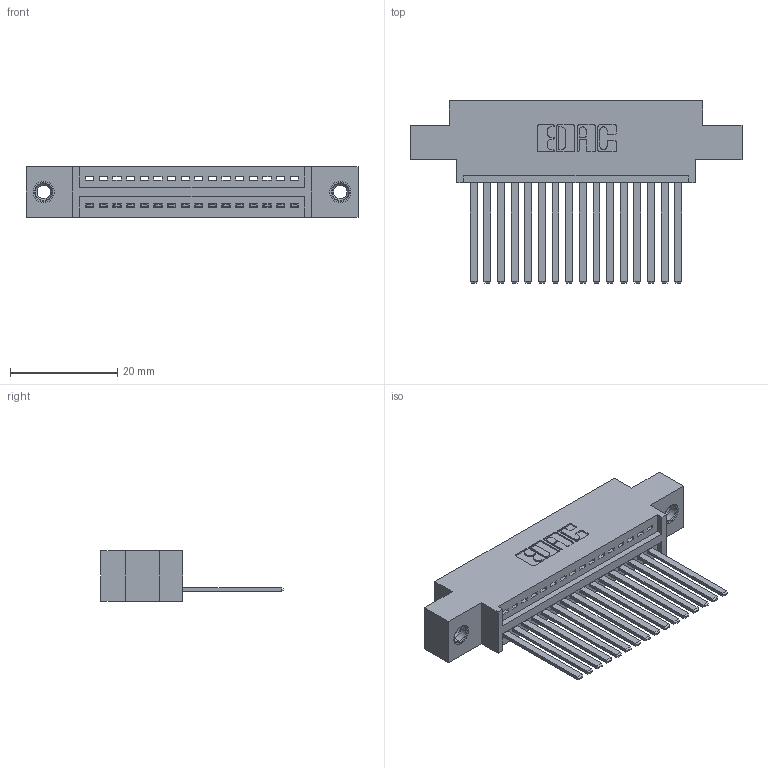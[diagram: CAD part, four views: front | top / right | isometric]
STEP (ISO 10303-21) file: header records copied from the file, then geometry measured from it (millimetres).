
FILE_DESCRIPTION (( 'STEP AP203' ), '1' );
FILE_NAME ('345-016-544-607.STEP', '2019-10-04T14:54:39', ( '' ), ( '' ), 'SwSTEP 2.0', 'SolidWorks 2016', '' );
FILE_SCHEMA (( 'CONFIG_CONTROL_DESIGN' ));
Length unit declared in the file: inch
Products named in the file (4): 345-292-001_345-293-144; 345 Part_0.170 Offset - 0.156 Dia-TI; 345-250-001_345-250-005-103; 345-016-544-607
Assembly tree (19 placements, depth 2):
  345-016-544-607
    345 Part_0.170 Offset - 0.156 Dia-TI
    345-292-001_345-293-144  x16
    345-250-001_345-250-005-103  x2
Bounding box: 61.85 x 33.96 x 9.4 mm (x, y, z)
Volume: 5719.9 mm3; surface area: 7963.3 mm2
Topology: 19 solids, 19 shells, 1022 faces, 3017 edges, 1982 vertices
Faces by surface type: plane 692, cylinder 314, cone 12, torus 4
Entity records: 16676 total; most frequent: CARTESIAN_POINT 2871, ORIENTED_EDGE 2814, DIRECTION 2569, EDGE_CURVE 1407, VECTOR 1195, LINE 1195, VERTEX_POINT 932, AXIS2_PLACEMENT_3D 687
